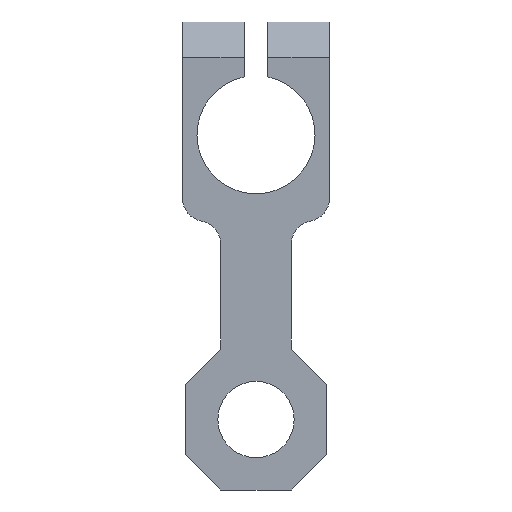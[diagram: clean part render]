
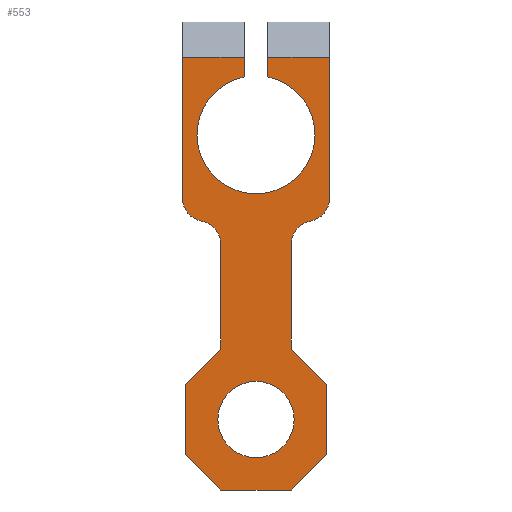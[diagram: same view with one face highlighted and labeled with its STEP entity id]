
A CAD part, front view. The second image highlights one B-rep face of the part: STEP entity #553.
In plain terms, the highlighted planar face has unit normal (0, -1, 0).
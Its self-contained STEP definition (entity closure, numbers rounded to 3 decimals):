
#18=FACE_BOUND('',#92,.T.);
#35=PLANE('',#618);
#61=FACE_OUTER_BOUND('',#91,.T.);
#91=EDGE_LOOP('',(#478,#479,#480,#481,#482,#483,#484,#485,#486,#487,#488,
#489,#490,#491,#492,#493,#494,#495,#496,#497));
#92=EDGE_LOOP('',(#498));
#103=LINE('',#794,#162);
#106=LINE('',#800,#165);
#109=LINE('',#806,#168);
#112=LINE('',#812,#171);
#115=LINE('',#818,#174);
#119=LINE('',#827,#178);
#122=LINE('',#831,#181);
#126=LINE('',#843,#185);
#137=LINE('',#877,#196);
#144=LINE('',#905,#203);
#146=LINE('',#911,#205);
#151=LINE('',#919,#210);
#153=LINE('',#924,#212);
#154=LINE('',#925,#213);
#155=LINE('',#927,#214);
#162=VECTOR('',#640,10.);
#165=VECTOR('',#645,10.);
#168=VECTOR('',#650,10.);
#171=VECTOR('',#655,10.);
#174=VECTOR('',#660,10.);
#178=VECTOR('',#666,10.);
#181=VECTOR('',#671,10.);
#185=VECTOR('',#683,10.);
#196=VECTOR('',#714,10.);
#203=VECTOR('',#743,10.);
#205=VECTOR('',#747,10.);
#210=VECTOR('',#754,10.);
#212=VECTOR('',#760,10.);
#213=VECTOR('',#761,10.);
#214=VECTOR('',#764,10.);
#220=CIRCLE('',#582,3.25);
#221=CIRCLE('',#591,2.);
#223=CIRCLE('',#595,2.);
#228=CIRCLE('',#602,2.);
#229=CIRCLE('',#605,2.);
#236=CIRCLE('',#619,5.025);
#239=VERTEX_POINT('',#784);
#242=VERTEX_POINT('',#791);
#243=VERTEX_POINT('',#793);
#245=VERTEX_POINT('',#799);
#247=VERTEX_POINT('',#805);
#249=VERTEX_POINT('',#811);
#251=VERTEX_POINT('',#817);
#254=VERTEX_POINT('',#824);
#255=VERTEX_POINT('',#826);
#256=VERTEX_POINT('',#833);
#257=VERTEX_POINT('',#834);
#260=VERTEX_POINT('',#845);
#271=VERTEX_POINT('',#871);
#272=VERTEX_POINT('',#873);
#273=VERTEX_POINT('',#879);
#281=VERTEX_POINT('',#900);
#282=VERTEX_POINT('',#903);
#283=VERTEX_POINT('',#907);
#285=VERTEX_POINT('',#910);
#287=VERTEX_POINT('',#917);
#288=VERTEX_POINT('',#923);
#293=EDGE_CURVE('',#239,#239,#220,.T.);
#296=EDGE_CURVE('',#243,#242,#103,.T.);
#299=EDGE_CURVE('',#245,#243,#106,.T.);
#302=EDGE_CURVE('',#247,#245,#109,.T.);
#305=EDGE_CURVE('',#249,#247,#112,.T.);
#308=EDGE_CURVE('',#251,#249,#115,.T.);
#312=EDGE_CURVE('',#255,#254,#119,.T.);
#315=EDGE_CURVE('',#242,#255,#122,.T.);
#316=EDGE_CURVE('',#256,#257,#221,.T.);
#321=EDGE_CURVE('',#256,#251,#126,.T.);
#322=EDGE_CURVE('',#257,#260,#223,.T.);
#336=EDGE_CURVE('',#272,#271,#228,.F.);
#338=EDGE_CURVE('',#272,#254,#137,.T.);
#340=EDGE_CURVE('',#273,#271,#229,.T.);
#352=EDGE_CURVE('',#281,#282,#144,.T.);
#354=EDGE_CURVE('',#285,#283,#146,.T.);
#359=EDGE_CURVE('',#287,#283,#151,.T.);
#361=EDGE_CURVE('',#288,#273,#153,.T.);
#362=EDGE_CURVE('',#281,#288,#154,.T.);
#363=EDGE_CURVE('',#282,#285,#236,.T.);
#364=EDGE_CURVE('',#260,#287,#155,.T.);
#478=ORIENTED_EDGE('',*,*,#321,.T.);
#479=ORIENTED_EDGE('',*,*,#308,.T.);
#480=ORIENTED_EDGE('',*,*,#305,.T.);
#481=ORIENTED_EDGE('',*,*,#302,.T.);
#482=ORIENTED_EDGE('',*,*,#299,.T.);
#483=ORIENTED_EDGE('',*,*,#296,.T.);
#484=ORIENTED_EDGE('',*,*,#315,.T.);
#485=ORIENTED_EDGE('',*,*,#312,.T.);
#486=ORIENTED_EDGE('',*,*,#338,.F.);
#487=ORIENTED_EDGE('',*,*,#336,.T.);
#488=ORIENTED_EDGE('',*,*,#340,.F.);
#489=ORIENTED_EDGE('',*,*,#361,.F.);
#490=ORIENTED_EDGE('',*,*,#362,.F.);
#491=ORIENTED_EDGE('',*,*,#352,.T.);
#492=ORIENTED_EDGE('',*,*,#363,.T.);
#493=ORIENTED_EDGE('',*,*,#354,.T.);
#494=ORIENTED_EDGE('',*,*,#359,.F.);
#495=ORIENTED_EDGE('',*,*,#364,.F.);
#496=ORIENTED_EDGE('',*,*,#322,.F.);
#497=ORIENTED_EDGE('',*,*,#316,.F.);
#498=ORIENTED_EDGE('',*,*,#293,.T.);
#553=ADVANCED_FACE('',(#61,#18),#35,.F.);
#582=AXIS2_PLACEMENT_3D('',#786,#634,#635);
#591=AXIS2_PLACEMENT_3D('',#835,#674,#675);
#595=AXIS2_PLACEMENT_3D('',#846,#686,#687);
#602=AXIS2_PLACEMENT_3D('',#874,#709,#710);
#605=AXIS2_PLACEMENT_3D('',#881,#718,#719);
#618=AXIS2_PLACEMENT_3D('',#922,#758,#759);
#619=AXIS2_PLACEMENT_3D('',#926,#762,#763);
#634=DIRECTION('center_axis',(0.,1.,0.));
#635=DIRECTION('ref_axis',(1.,0.,0.));
#640=DIRECTION('',(0.707,0.,0.707));
#645=DIRECTION('',(1.,0.,0.));
#650=DIRECTION('',(0.707,0.,-0.707));
#655=DIRECTION('',(0.,0.,-1.));
#660=DIRECTION('',(-0.707,0.,-0.707));
#666=DIRECTION('',(-0.707,0.,0.707));
#671=DIRECTION('',(0.,0.,1.));
#674=DIRECTION('center_axis',(0.,-1.,0.));
#675=DIRECTION('ref_axis',(-1.,0.,0.));
#683=DIRECTION('',(0.,0.,-1.));
#686=DIRECTION('center_axis',(0.,1.,0.));
#687=DIRECTION('ref_axis',(-0.707,0.,-0.707));
#709=DIRECTION('center_axis',(0.,-1.,0.));
#710=DIRECTION('ref_axis',(1.,0.,0.));
#714=DIRECTION('',(0.,0.,-1.));
#718=DIRECTION('center_axis',(0.,1.,0.));
#719=DIRECTION('ref_axis',(0.707,0.,-0.707));
#743=DIRECTION('',(0.,0.,-1.));
#747=DIRECTION('',(0.,0.,1.));
#754=DIRECTION('',(1.,0.,0.));
#758=DIRECTION('center_axis',(0.,1.,0.));
#759=DIRECTION('ref_axis',(0.,0.,1.));
#760=DIRECTION('',(0.,0.,-1.));
#761=DIRECTION('',(1.,0.,0.));
#762=DIRECTION('center_axis',(0.,1.,0.));
#763=DIRECTION('ref_axis',(1.,0.,0.));
#764=DIRECTION('',(0.,0.,1.));
#784=CARTESIAN_POINT('',(-0.663,0.,-27.354));
#786=CARTESIAN_POINT('Origin',(2.587,0.,-27.354));
#791=CARTESIAN_POINT('',(8.587,0.,-30.354));
#793=CARTESIAN_POINT('',(5.587,0.,-33.354));
#794=CARTESIAN_POINT('',(8.587,0.,-30.354));
#799=CARTESIAN_POINT('',(-0.413,0.,-33.354));
#800=CARTESIAN_POINT('',(5.587,0.,-33.354));
#805=CARTESIAN_POINT('',(-3.413,0.,-30.354));
#806=CARTESIAN_POINT('',(-0.413,0.,-33.354));
#811=CARTESIAN_POINT('',(-3.413,0.,-24.354));
#812=CARTESIAN_POINT('',(-3.413,0.,-30.354));
#817=CARTESIAN_POINT('',(-0.413,0.,-21.354));
#818=CARTESIAN_POINT('',(-3.413,0.,-24.354));
#824=CARTESIAN_POINT('',(5.587,0.,-21.354));
#826=CARTESIAN_POINT('',(8.587,0.,-24.354));
#827=CARTESIAN_POINT('',(5.587,0.,-21.354));
#831=CARTESIAN_POINT('',(8.587,0.,-24.354));
#833=CARTESIAN_POINT('',(-0.413,0.,-12.433));
#834=CARTESIAN_POINT('',(-2.038,0.,-10.469));
#835=CARTESIAN_POINT('Origin',(-2.413,0.,-12.433));
#843=CARTESIAN_POINT('',(-0.413,0.,-10.504));
#845=CARTESIAN_POINT('',(-3.663,0.,-8.504));
#846=CARTESIAN_POINT('Origin',(-1.663,0.,-8.504));
#871=CARTESIAN_POINT('',(7.212,0.,-10.469));
#873=CARTESIAN_POINT('',(5.587,0.,-12.433));
#874=CARTESIAN_POINT('Origin',(7.587,0.,-12.433));
#877=CARTESIAN_POINT('',(5.587,0.,-10.504));
#879=CARTESIAN_POINT('',(8.837,0.,-8.504));
#881=CARTESIAN_POINT('Origin',(6.837,0.,-8.504));
#900=CARTESIAN_POINT('',(3.587,0.,3.496));
#903=CARTESIAN_POINT('',(3.587,0.,1.82));
#905=CARTESIAN_POINT('',(3.587,0.,-1.002));
#907=CARTESIAN_POINT('',(1.587,0.,3.496));
#910=CARTESIAN_POINT('',(1.587,0.,1.82));
#911=CARTESIAN_POINT('',(1.587,0.,2.246));
#917=CARTESIAN_POINT('',(-3.663,0.,3.496));
#919=CARTESIAN_POINT('',(-0.538,0.,3.496));
#922=CARTESIAN_POINT('Origin',(2.587,0.,-2.004));
#923=CARTESIAN_POINT('',(8.837,0.,3.496));
#924=CARTESIAN_POINT('',(8.837,0.,6.496));
#925=CARTESIAN_POINT('',(-0.538,0.,3.496));
#926=CARTESIAN_POINT('Origin',(2.587,0.,-3.104));
#927=CARTESIAN_POINT('',(-3.663,0.,-10.504));
